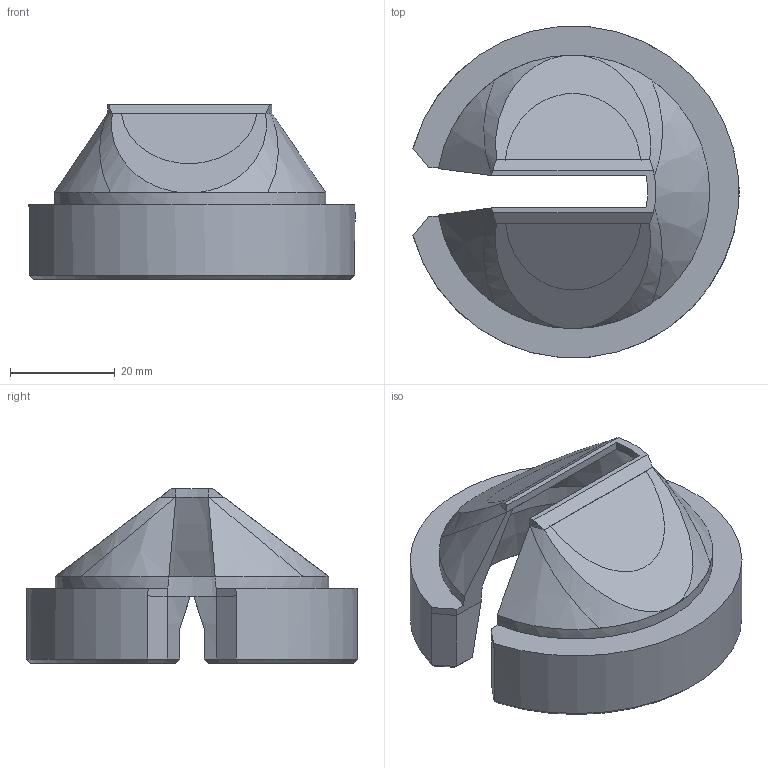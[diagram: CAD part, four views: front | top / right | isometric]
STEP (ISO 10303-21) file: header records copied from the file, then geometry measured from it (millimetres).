
FILE_DESCRIPTION(/* description */ (''),/* implementation_level */ '2;1');
FILE_NAME(/* name */ 'Aerodynamic Net Pot 2-in W 0.5-in D WickRope v9.step',/* time_stamp */ '2025-06-12T20:28:23-07:00',/* author */ (''),/* organization */ (''),/* preprocessor_version */ 'ST-DEVELOPER v20.1',/* originating_system */ 'Autodesk Translation Framework v14.4.0.0',/* authorisation */ '');
FILE_SCHEMA (('AUTOMOTIVE_DESIGN { 1 0 10303 214 3 1 1 }'));
Length unit declared in the file: inch
Products named in the file (1): Aerodynamic Net Pot 2-in W 0.5-in D WickRope
Bounding box: 62.38 x 63.31 x 33.34 mm (x, y, z)
Volume: 29690.7 mm3; surface area: 15044.6 mm2
Topology: 3 solids, 3 shells, 58 faces, 142 edges, 88 vertices
Faces by surface type: plane 35, cone 14, cylinder 7, bspline 2
Entity records: 1799 total; most frequent: CARTESIAN_POINT 399, DIRECTION 298, ORIENTED_EDGE 284, EDGE_CURVE 142, AXIS2_PLACEMENT_3D 125, VERTEX_POINT 88, EDGE_LOOP 60, FACE_OUTER_BOUND 58
